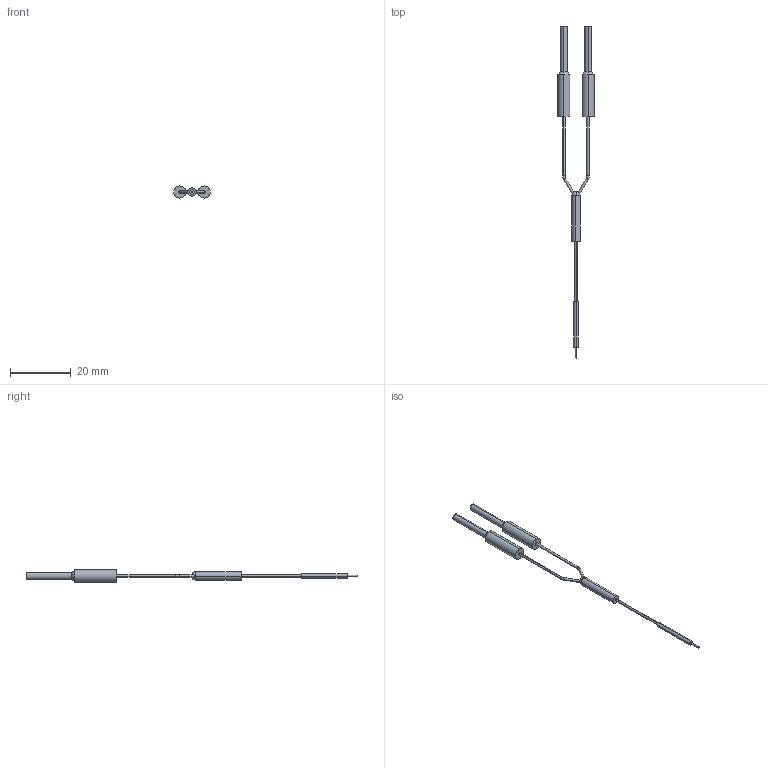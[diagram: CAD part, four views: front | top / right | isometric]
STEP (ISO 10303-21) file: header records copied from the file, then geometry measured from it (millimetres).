
FILE_DESCRIPTION (( 'STEP AP214' ), '1' );
FILE_NAME ('FOACAMPDR46_3D.STEP', '2022-02-03T15:24:06', ( '' ), ( '' ), 'SwSTEP 2.0', 'SolidWorks 2021', '' );
FILE_SCHEMA (( 'AUTOMOTIVE_DESIGN' ));
Length unit declared in the file: inch
Products named in the file (1): FOACAMPDR46_3D
Bounding box: 12 x 109.66 x 4 mm (x, y, z)
Volume: 643.8 mm3; surface area: 1027.2 mm2
Topology: 1 solids, 1 shells, 48 faces, 105 edges, 62 vertices
Faces by surface type: cylinder 30, plane 8, bspline 6, cone 4
Entity records: 1446 total; most frequent: CARTESIAN_POINT 356, DIRECTION 242, ORIENTED_EDGE 202, AXIS2_PLACEMENT_3D 104, EDGE_CURVE 101, VERTEX_POINT 62, CIRCLE 61, EDGE_LOOP 55
